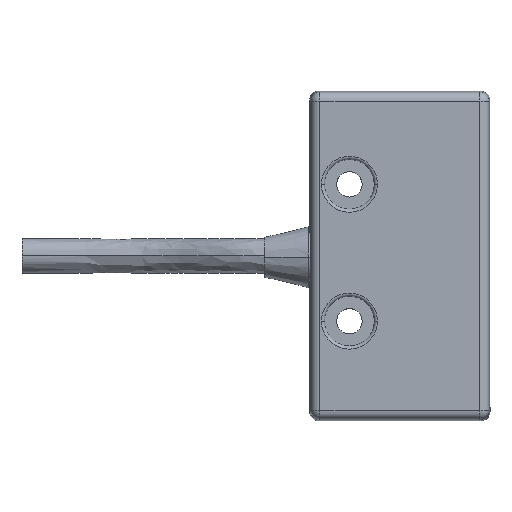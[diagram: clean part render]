
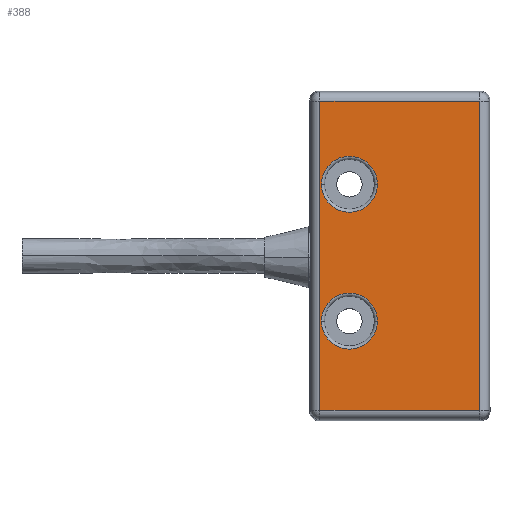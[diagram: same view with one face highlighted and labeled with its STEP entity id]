
A CAD part, top view. The second image highlights one B-rep face of the part: STEP entity #388.
In plain terms, the highlighted face is planar.
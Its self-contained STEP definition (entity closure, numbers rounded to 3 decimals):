
#45 = EDGE_CURVE ( 'NONE', #47, #50, #643, .T. ) ;
#47 = VERTEX_POINT ( 'NONE', #682 ) ;
#50 = VERTEX_POINT ( 'NONE', #680 ) ;
#84 = EDGE_CURVE ( 'NONE', #85, #182, #747, .T. ) ;
#85 = VERTEX_POINT ( 'NONE', #748 ) ;
#182 = VERTEX_POINT ( 'NONE', #1216 ) ;
#248 = EDGE_CURVE ( 'NONE', #384, #371, #1473, .T. ) ;
#339 = VERTEX_POINT ( 'NONE', #1775 ) ;
#344 = ORIENTED_EDGE ( 'NONE', *, *, #45, .T. ) ;
#345 = ORIENTED_EDGE ( 'NONE', *, *, #362, .T. ) ;
#349 = EDGE_LOOP ( 'NONE', ( #350, #375 ) ) ;
#350 = ORIENTED_EDGE ( 'NONE', *, *, #84, .T. ) ;
#354 = ORIENTED_EDGE ( 'NONE', *, *, #355, .T. ) ;
#355 = EDGE_CURVE ( 'NONE', #400, #339, #1844, .T. ) ;
#362 = EDGE_CURVE ( 'NONE', #50, #47, #1814, .T. ) ;
#366 = ORIENTED_EDGE ( 'NONE', *, *, #367, .T. ) ;
#367 = EDGE_CURVE ( 'NONE', #339, #384, #1792, .T. ) ;
#370 = ORIENTED_EDGE ( 'NONE', *, *, #399, .T. ) ;
#371 = VERTEX_POINT ( 'NONE', #1783 ) ;
#375 = ORIENTED_EDGE ( 'NONE', *, *, #395, .T. ) ;
#384 = VERTEX_POINT ( 'NONE', #1777 ) ;
#388 = ADVANCED_FACE ( 'NONE', ( #1764, #1763, #1762 ), #1747, .F. ) ;
#389 = ORIENTED_EDGE ( 'NONE', *, *, #248, .T. ) ;
#390 = EDGE_LOOP ( 'NONE', ( #344, #345 ) ) ;
#395 = EDGE_CURVE ( 'NONE', #182, #85, #1729, .T. ) ;
#396 = EDGE_LOOP ( 'NONE', ( #370, #354, #366, #389 ) ) ;
#399 = EDGE_CURVE ( 'NONE', #371, #400, #1720, .T. ) ;
#400 = VERTEX_POINT ( 'NONE', #1716 ) ;
#643 = CIRCLE ( 'NONE', #677, 4.5 ) ;
#674 = DIRECTION ( 'NONE',  ( 0., 0., -1. ) ) ;
#675 = DIRECTION ( 'NONE',  ( 0., -1., 0. ) ) ;
#676 = CARTESIAN_POINT ( 'NONE',  ( 54.379, 13.5, 22.068 ) ) ;
#677 = AXIS2_PLACEMENT_3D ( 'NONE', #676, #675, #674 ) ;
#680 = CARTESIAN_POINT ( 'NONE',  ( 54.379, 13.5, 26.568 ) ) ;
#682 = CARTESIAN_POINT ( 'NONE',  ( 54.379, 13.5, 17.568 ) ) ;
#747 = CIRCLE ( 'NONE', #823, 4.5 ) ;
#748 = CARTESIAN_POINT ( 'NONE',  ( 32.379, 13.5, 17.568 ) ) ;
#820 = DIRECTION ( 'NONE',  ( 0., 0., -1. ) ) ;
#821 = DIRECTION ( 'NONE',  ( 0., -1., 0. ) ) ;
#822 = CARTESIAN_POINT ( 'NONE',  ( 32.379, 13.5, 22.068 ) ) ;
#823 = AXIS2_PLACEMENT_3D ( 'NONE', #822, #821, #820 ) ;
#1216 = CARTESIAN_POINT ( 'NONE',  ( 32.379, 13.5, 26.568 ) ) ;
#1400 = DIRECTION ( 'NONE',  ( -1., 0., 0. ) ) ;
#1401 = VECTOR ( 'NONE', #1400, 1000. ) ;
#1402 = CARTESIAN_POINT ( 'NONE',  ( 16.379, 13.5, 17.336 ) ) ;
#1473 = LINE ( 'NONE', #1402, #1401 ) ;
#1716 = CARTESIAN_POINT ( 'NONE',  ( 18.047, 13.5, 43. ) ) ;
#1717 = DIRECTION ( 'NONE',  ( 0., 0., 1. ) ) ;
#1718 = VECTOR ( 'NONE', #1717, 1000. ) ;
#1719 = CARTESIAN_POINT ( 'NONE',  ( 18.047, 13.5, 15.668 ) ) ;
#1720 = LINE ( 'NONE', #1719, #1718 ) ;
#1725 = DIRECTION ( 'NONE',  ( 0., 0., -1. ) ) ;
#1726 = DIRECTION ( 'NONE',  ( 0., -1., 0. ) ) ;
#1727 = CARTESIAN_POINT ( 'NONE',  ( 32.379, 13.5, 22.068 ) ) ;
#1728 = AXIS2_PLACEMENT_3D ( 'NONE', #1727, #1726, #1725 ) ;
#1729 = CIRCLE ( 'NONE', #1728, 4.5 ) ;
#1735 = DIRECTION ( 'NONE',  ( 0., 0., -1. ) ) ;
#1736 = DIRECTION ( 'NONE',  ( 0., -1., 0. ) ) ;
#1737 = CARTESIAN_POINT ( 'NONE',  ( 16.379, 13.5, 15.668 ) ) ;
#1738 = AXIS2_PLACEMENT_3D ( 'NONE', #1737, #1736, #1735 ) ;
#1747 = PLANE ( 'NONE',  #1738 ) ;
#1762 = FACE_OUTER_BOUND ( 'NONE', #396, .T. ) ;
#1763 = FACE_BOUND ( 'NONE', #349, .T. ) ;
#1764 = FACE_BOUND ( 'NONE', #390, .T. ) ;
#1775 = CARTESIAN_POINT ( 'NONE',  ( 67.711, 13.5, 43. ) ) ;
#1777 = CARTESIAN_POINT ( 'NONE',  ( 67.711, 13.5, 17.336 ) ) ;
#1783 = CARTESIAN_POINT ( 'NONE',  ( 18.047, 13.5, 17.336 ) ) ;
#1789 = DIRECTION ( 'NONE',  ( 0., 0., -1. ) ) ;
#1790 = VECTOR ( 'NONE', #1789, 1000. ) ;
#1791 = CARTESIAN_POINT ( 'NONE',  ( 67.711, 13.5, 15.668 ) ) ;
#1792 = LINE ( 'NONE', #1791, #1790 ) ;
#1810 = DIRECTION ( 'NONE',  ( 0., 0., -1. ) ) ;
#1811 = DIRECTION ( 'NONE',  ( 0., -1., 0. ) ) ;
#1812 = CARTESIAN_POINT ( 'NONE',  ( 54.379, 13.5, 22.068 ) ) ;
#1813 = AXIS2_PLACEMENT_3D ( 'NONE', #1812, #1811, #1810 ) ;
#1814 = CIRCLE ( 'NONE', #1813, 4.5 ) ;
#1841 = DIRECTION ( 'NONE',  ( 1., 0., 0. ) ) ;
#1842 = VECTOR ( 'NONE', #1841, 1000. ) ;
#1843 = CARTESIAN_POINT ( 'NONE',  ( 16.379, 13.5, 43. ) ) ;
#1844 = LINE ( 'NONE', #1843, #1842 ) ;
